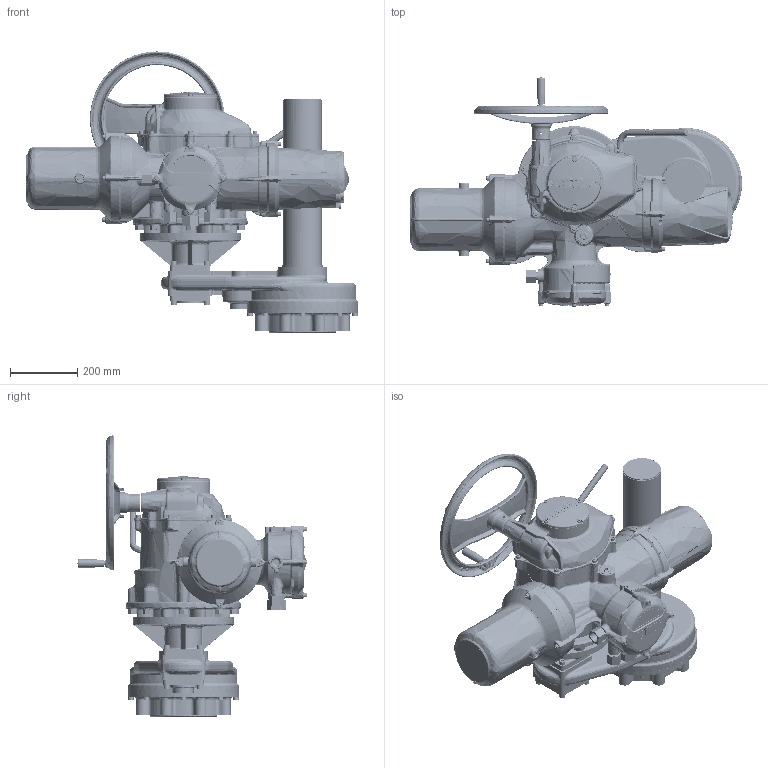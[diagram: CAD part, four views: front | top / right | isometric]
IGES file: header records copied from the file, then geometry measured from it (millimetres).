
Start section: C
Global section: file name: II4SHWIS9STD.igs; native system: By Siemens PLM Incorporated; preprocessor: XPlus GENERIC/IGES 20.0.26; author: Author; organization: Title; date: 20190425.132449; units: millimetre
Bounding box: 985.85 x 680.05 x 834.6 mm (x, y, z)
Surface area: 3701264 mm2 (no closed solid volume)
Topology: 0 solids, 0 shells, 8571 faces, 46030 edges, 45639 vertices
Faces by surface type: bspline 8571
